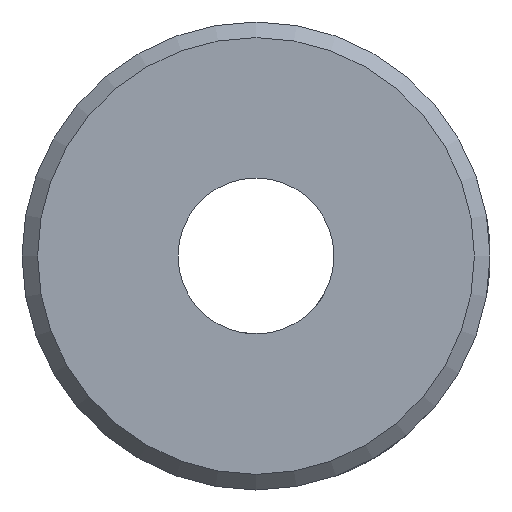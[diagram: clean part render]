
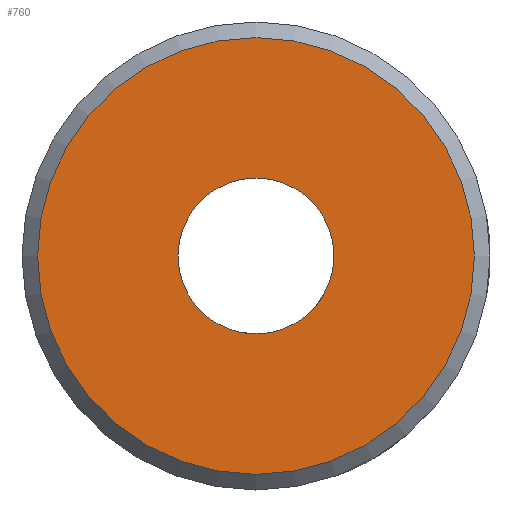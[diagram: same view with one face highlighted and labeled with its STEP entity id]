
A CAD part, left-side view. The second image highlights one B-rep face of the part: STEP entity #760.
In plain terms, the highlighted planar face has unit normal (-1, 0, 0).
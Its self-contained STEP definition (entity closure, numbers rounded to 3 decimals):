
#17=PLANE('',#831);
#96=FACE_BOUND('',#177,.T.);
#121=FACE_OUTER_BOUND('',#176,.T.);
#176=EDGE_LOOP('',(#508));
#177=EDGE_LOOP('',(#509));
#210=CIRCLE('',#793,7.);
#213=CIRCLE('',#800,2.5);
#282=VERTEX_POINT('',#1237);
#287=VERTEX_POINT('',#1317);
#356=EDGE_CURVE('',#282,#282,#210,.T.);
#361=EDGE_CURVE('',#287,#287,#213,.T.);
#508=ORIENTED_EDGE('',*,*,#356,.F.);
#509=ORIENTED_EDGE('',*,*,#361,.T.);
#760=ADVANCED_FACE('',(#121,#96),#17,.T.);
#793=AXIS2_PLACEMENT_3D('',#1238,#912,#913);
#800=AXIS2_PLACEMENT_3D('',#1318,#926,#927);
#831=AXIS2_PLACEMENT_3D('',#1401,#1004,#1005);
#912=DIRECTION('center_axis',(1.,0.,0.));
#913=DIRECTION('ref_axis',(0.,0.,-1.));
#926=DIRECTION('center_axis',(1.,0.,0.));
#927=DIRECTION('ref_axis',(0.,0.,1.));
#1004=DIRECTION('center_axis',(-1.,0.,0.));
#1005=DIRECTION('ref_axis',(0.,0.,1.));
#1237=CARTESIAN_POINT('',(64.692,-131.471,-128.338));
#1238=CARTESIAN_POINT('Origin',(64.692,-131.471,-121.338));
#1317=CARTESIAN_POINT('',(64.692,-131.471,-118.838));
#1318=CARTESIAN_POINT('Origin',(64.692,-131.471,-121.338));
#1401=CARTESIAN_POINT('Origin',(64.692,-131.471,-121.338));
